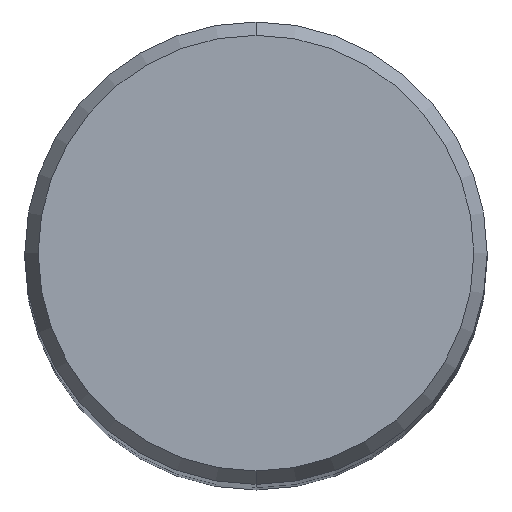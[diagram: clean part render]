
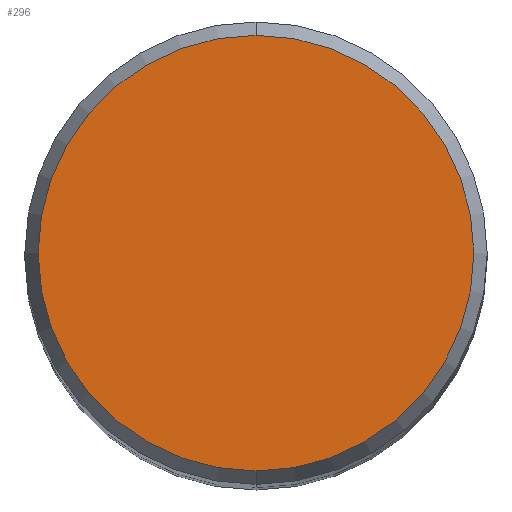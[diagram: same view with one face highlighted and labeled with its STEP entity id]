
A CAD part, top view. The second image highlights one B-rep face of the part: STEP entity #296.
In plain terms, the highlighted planar face has unit normal (0, 0, 1).
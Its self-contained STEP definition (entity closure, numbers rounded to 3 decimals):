
#222=VERTEX_POINT('',#558);
#296=ADVANCED_FACE('',(#639),#640,.T.);
#392=VERTEX_POINT('',#747);
#430=EDGE_CURVE('',#392,#222,#788,.T.);
#484=EDGE_CURVE('',#222,#392,#850,.T.);
#558=CARTESIAN_POINT('',(0.,-7.479,0.0));
#639=FACE_OUTER_BOUND('',#1066,.T.);
#640=PLANE('',#1067);
#747=CARTESIAN_POINT('',(0.0,7.479,0.0));
#788=CIRCLE('',#1363,7.479);
#850=CIRCLE('',#1534,7.479);
#1066=EDGE_LOOP('',(#1742,#1743));
#1067=AXIS2_PLACEMENT_3D('',#1744,#1745,#1746);
#1363=AXIS2_PLACEMENT_3D('',#1913,#1914,#1915);
#1534=AXIS2_PLACEMENT_3D('',#2000,#2001,#2002);
#1742=ORIENTED_EDGE('',*,*,#430,.F.);
#1743=ORIENTED_EDGE('',*,*,#484,.F.);
#1744=CARTESIAN_POINT('',(0.0,3.74,0.0));
#1745=DIRECTION('',(-0.0,0.0,1.0));
#1746=DIRECTION('',(0.0,-1.0,0.0));
#1913=CARTESIAN_POINT('',(0.0,0.0,0.0));
#1914=DIRECTION('',(0.0,0.0,-1.0));
#1915=DIRECTION('',(0.0,1.0,0.0));
#2000=CARTESIAN_POINT('',(0.0,0.0,0.0));
#2001=DIRECTION('',(0.0,0.0,-1.0));
#2002=DIRECTION('',(0.0,1.0,0.0));
